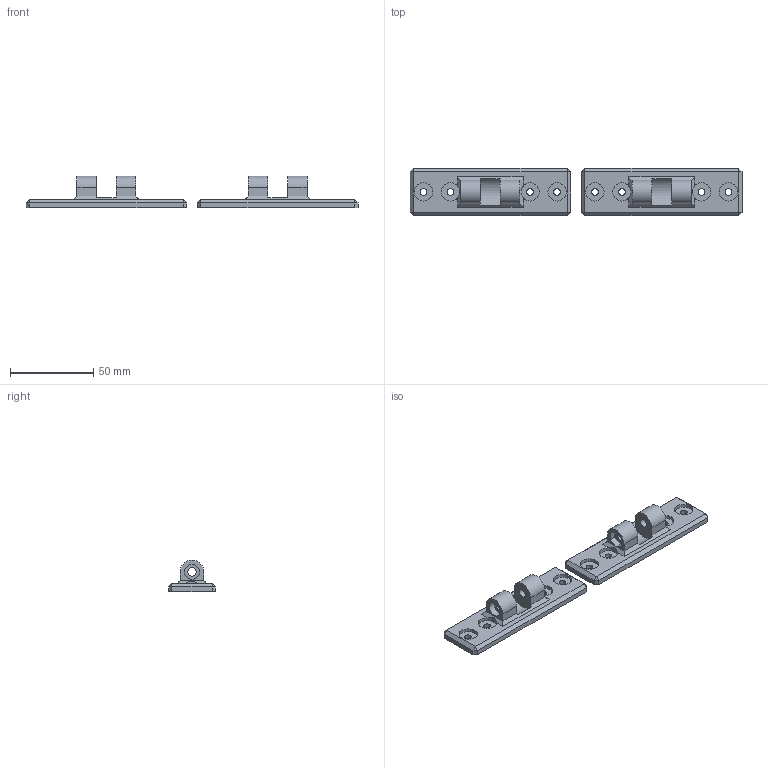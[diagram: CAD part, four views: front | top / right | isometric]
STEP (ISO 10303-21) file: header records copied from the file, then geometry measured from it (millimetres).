
FILE_DESCRIPTION(/* description */ (''),/* implementation_level */ '2;1');
FILE_NAME(/* name */ 'mounting_bracket_v5.step',/* time_stamp */ '2023-03-31T23:27:30+02:00',/* author */ (''),/* organization */ (''),/* preprocessor_version */ 'ST-DEVELOPER v19.2',/* originating_system */ 'Autodesk Translation Framework v11.17.0.187',/* authorisation */ '');
FILE_SCHEMA (('AUTOMOTIVE_DESIGN { 1 0 10303 214 3 1 1 }'));
Length unit declared in the file: millimetre
Products named in the file (1): mounting_bracket
Bounding box: 199.85 x 28.29 x 19.14 mm (x, y, z)
Volume: 30857.6 mm3; surface area: 16794.9 mm2
Topology: 2 solids, 2 shells, 114 faces, 270 edges, 168 vertices
Faces by surface type: plane 86, cylinder 28
Full cylindrical faces by diameter (mm): 4 x8, 5.1 x4, 9 x2, 11 x8
Entity records: 3310 total; most frequent: DIRECTION 564, CARTESIAN_POINT 553, ORIENTED_EDGE 540, EDGE_CURVE 270, LINE 206, VECTOR 206, AXIS2_PLACEMENT_3D 179, VERTEX_POINT 168
